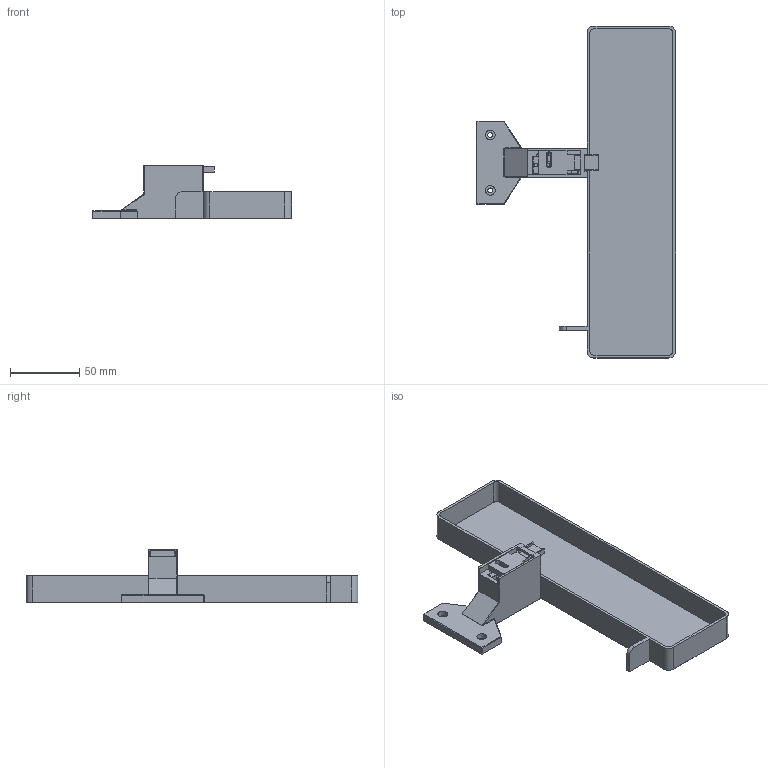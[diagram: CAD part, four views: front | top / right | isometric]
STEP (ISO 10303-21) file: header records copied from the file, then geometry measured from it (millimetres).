
FILE_DESCRIPTION (( 'STEP AP214' ), '1' );
FILE_NAME ('Blobifier.STEP', '2024-01-19T14:10:16', ( '' ), ( '' ), 'SwSTEP 2.0', 'SolidWorks 2024', '' );
FILE_SCHEMA (( 'AUTOMOTIVE_DESIGN' ));
Length unit declared in the file: millimetre
Products named in the file (6): MG90S Servo Body_MG90S Servo Body; 21T_servo_arm_21T_servo_arm; tray_featured_tray_featured; base_featured_base_featured; bucket_300_featured_bucket_300; Blobifier
Assembly tree (5 placements, depth 2):
  Blobifier
    bucket_300_featured_bucket_300
    base_featured_base_featured
    tray_featured_tray_featured
    21T_servo_arm_21T_servo_arm
    MG90S Servo Body_MG90S Servo Body
Bounding box: 144 x 240 x 38.8 mm (x, y, z)
Volume: 93872.5 mm3; surface area: 74264.1 mm2
Topology: 7 solids, 7 shells, 445 faces, 1201 edges, 772 vertices
Faces by surface type: plane 322, cylinder 102, cone 15, bspline 6
Full cylindrical faces by diameter (mm): 1.5 x1, 2.5 x2, 3.5 x2, 5.5 x1, 7 x2
Entity records: 17383 total; most frequent: CARTESIAN_POINT 2488, ORIENTED_EDGE 2378, DIRECTION 2290, EDGE_CURVE 1189, VECTOR 946, LINE 946, VERTEX_POINT 770, AXIS2_PLACEMENT_3D 672
